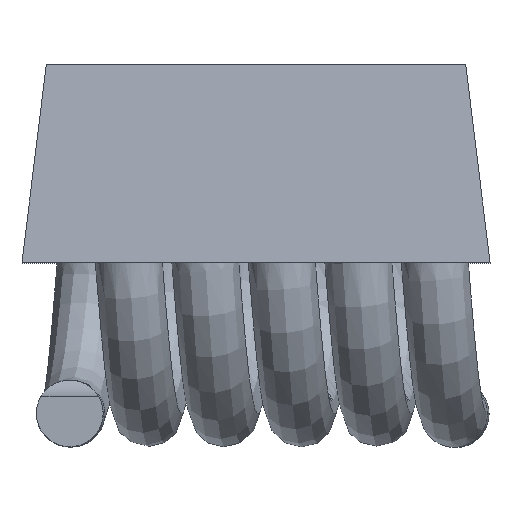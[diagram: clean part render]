
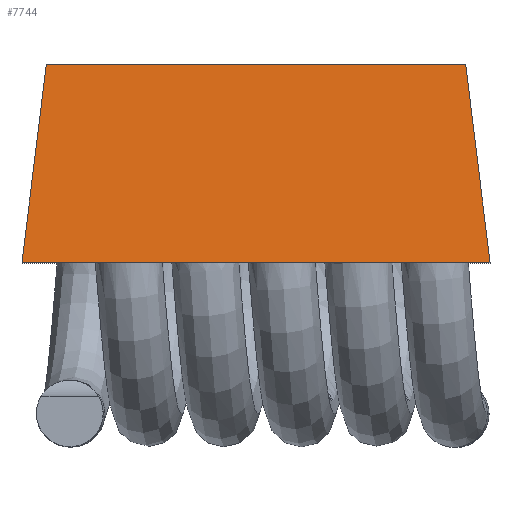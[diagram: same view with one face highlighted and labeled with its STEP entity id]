
A CAD part, top view. The second image highlights one B-rep face of the part: STEP entity #7744.
In plain terms, the highlighted planar face has unit normal (0, 0.122, 0.993).
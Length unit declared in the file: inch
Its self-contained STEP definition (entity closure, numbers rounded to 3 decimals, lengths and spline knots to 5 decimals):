
#294 = CARTESIAN_POINT ( 'NONE',  ( 0., 0.055, 0.06224 ) ) ;
#1267 = ORIENTED_EDGE ( 'NONE', *, *, #9535, .F. ) ;
#1296 = LINE ( 'NONE', #4890, #10692 ) ;
#1841 = ORIENTED_EDGE ( 'NONE', *, *, #6428, .T. ) ;
#2430 = LINE ( 'NONE', #6088, #3757 ) ;
#3757 = VECTOR ( 'NONE', #9979, 39.37008 ) ;
#3957 = FACE_OUTER_BOUND ( 'NONE', #8163, .T. ) ;
#4394 = ORIENTED_EDGE ( 'NONE', *, *, #10557, .T. ) ;
#4425 = VERTEX_POINT ( 'NONE', #9445 ) ;
#4890 = CARTESIAN_POINT ( 'NONE',  ( -0.0075, 0.114, 0.055 ) ) ;
#4974 = DIRECTION ( 'NONE',  ( 0., -0.993, 0.122 ) ) ;
#4995 = EDGE_CURVE ( 'NONE', #10912, #9246, #11365, .T. ) ;
#5192 = DIRECTION ( 'NONE',  ( -0.121, -0.985, 0.121 ) ) ;
#5453 = CARTESIAN_POINT ( 'NONE',  ( 0.12474, 0.055, 0.06224 ) ) ;
#5474 = DIRECTION ( 'NONE',  ( -1., 0., 0. ) ) ;
#6088 = CARTESIAN_POINT ( 'NONE',  ( 0.1175, 0.114, 0.055 ) ) ;
#6385 = CARTESIAN_POINT ( 'NONE',  ( -0.0075, 0.114, 0.055 ) ) ;
#6428 = EDGE_CURVE ( 'NONE', #9246, #4425, #1296, .T. ) ;
#6638 = VERTEX_POINT ( 'NONE', #5453 ) ;
#6776 = PLANE ( 'NONE',  #7420 ) ;
#6884 = DIRECTION ( 'NONE',  ( 1., 0., 0. ) ) ;
#7027 = VECTOR ( 'NONE', #6884, 39.37008 ) ;
#7420 = AXIS2_PLACEMENT_3D ( 'NONE', #11650, #9775, #4974 ) ;
#7744 = ADVANCED_FACE ( 'NONE', ( #3957 ), #6776, .T. ) ;
#8163 = EDGE_LOOP ( 'NONE', ( #4394, #1267, #11276, #1841 ) ) ;
#8216 = VECTOR ( 'NONE', #5474, 39.37008 ) ;
#8856 = LINE ( 'NONE', #294, #7027 ) ;
#9166 = CARTESIAN_POINT ( 'NONE',  ( -0.0075, 0.114, 0.055 ) ) ;
#9246 = VERTEX_POINT ( 'NONE', #6385 ) ;
#9445 = CARTESIAN_POINT ( 'NONE',  ( -0.01474, 0.055, 0.06224 ) ) ;
#9535 = EDGE_CURVE ( 'NONE', #10912, #6638, #2430, .T. ) ;
#9775 = DIRECTION ( 'NONE',  ( 0., 0.122, 0.993 ) ) ;
#9979 = DIRECTION ( 'NONE',  ( 0.121, -0.985, 0.121 ) ) ;
#10421 = CARTESIAN_POINT ( 'NONE',  ( 0.1175, 0.114, 0.055 ) ) ;
#10557 = EDGE_CURVE ( 'NONE', #4425, #6638, #8856, .T. ) ;
#10692 = VECTOR ( 'NONE', #5192, 39.37008 ) ;
#10912 = VERTEX_POINT ( 'NONE', #10421 ) ;
#11276 = ORIENTED_EDGE ( 'NONE', *, *, #4995, .T. ) ;
#11365 = LINE ( 'NONE', #9166, #8216 ) ;
#11650 = CARTESIAN_POINT ( 'NONE',  ( -0.0075, 0.114, 0.055 ) ) ;
